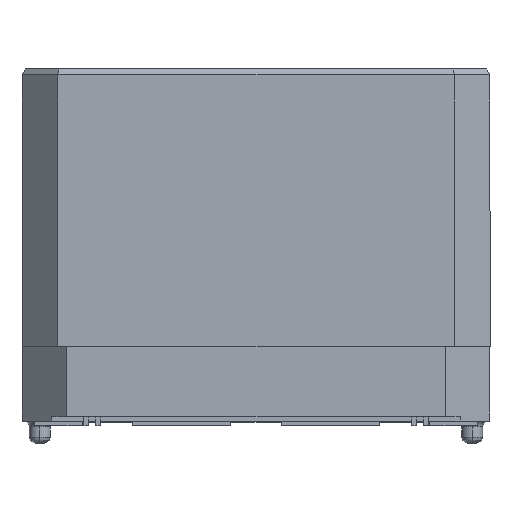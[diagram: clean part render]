
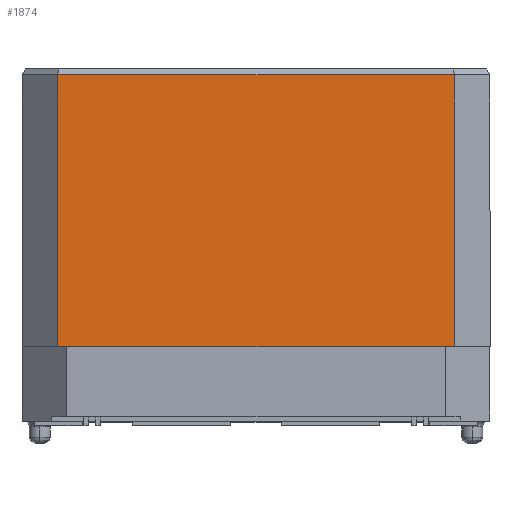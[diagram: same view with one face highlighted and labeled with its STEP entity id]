
A CAD part, front view. The second image highlights one B-rep face of the part: STEP entity #1874.
In plain terms, the highlighted planar face has unit normal (0, -1, 0).
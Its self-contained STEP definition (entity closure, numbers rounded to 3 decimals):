
#1601=CARTESIAN_POINT('',(8.477,-2.984,14.996));
#1602=VERTEX_POINT('',#1601);
#1649=CARTESIAN_POINT('',(-8.477,-2.985,14.996));
#1650=VERTEX_POINT('',#1649);
#1657=CARTESIAN_POINT('',(8.477,-2.984,14.996));
#1658=DIRECTION('',(-1.0,0.0,0.0));
#1659=VECTOR('',#1658,16.954);
#1660=LINE('',#1657,#1659);
#1661=EDGE_CURVE('',#1602,#1650,#1660,.T.);
#1721=CARTESIAN_POINT('',(8.477,-2.984,3.378));
#1722=VERTEX_POINT('',#1721);
#1738=CARTESIAN_POINT('',(8.477,-2.984,14.996));
#1739=DIRECTION('',(0.0,0.0,-1.0));
#1740=VECTOR('',#1739,11.618);
#1741=LINE('',#1738,#1740);
#1742=EDGE_CURVE('',#1602,#1722,#1741,.T.);
#1754=CARTESIAN_POINT('',(-8.477,-2.985,3.378));
#1755=VERTEX_POINT('',#1754);
#1762=CARTESIAN_POINT('',(-8.477,-2.985,14.996));
#1763=DIRECTION('',(0.0,0.0,-1.0));
#1764=VECTOR('',#1763,11.618);
#1765=LINE('',#1762,#1764);
#1766=EDGE_CURVE('',#1650,#1755,#1765,.T.);
#1858=CARTESIAN_POINT('',(9.325,-2.984,8.027));
#1859=DIRECTION('',(0.0,1.0,0.0));
#1860=DIRECTION('',(-1.0,0.0,0.0));
#1861=AXIS2_PLACEMENT_3D('',#1858,#1859,#1860);
#1862=PLANE('',#1861);
#1863=CARTESIAN_POINT('',(-8.477,-2.985,3.378));
#1864=DIRECTION('',(1.0,0.0,0.0));
#1865=VECTOR('',#1864,16.954);
#1866=LINE('',#1863,#1865);
#1867=EDGE_CURVE('',#1755,#1722,#1866,.T.);
#1868=ORIENTED_EDGE('',*,*,#1867,.T.);
#1869=ORIENTED_EDGE('',*,*,#1742,.F.);
#1870=ORIENTED_EDGE('',*,*,#1661,.T.);
#1871=ORIENTED_EDGE('',*,*,#1766,.T.);
#1872=EDGE_LOOP('',(#1868,#1869,#1870,#1871));
#1873=FACE_OUTER_BOUND('',#1872,.T.);
#1874=ADVANCED_FACE('',(#1873),#1862,.F.);
